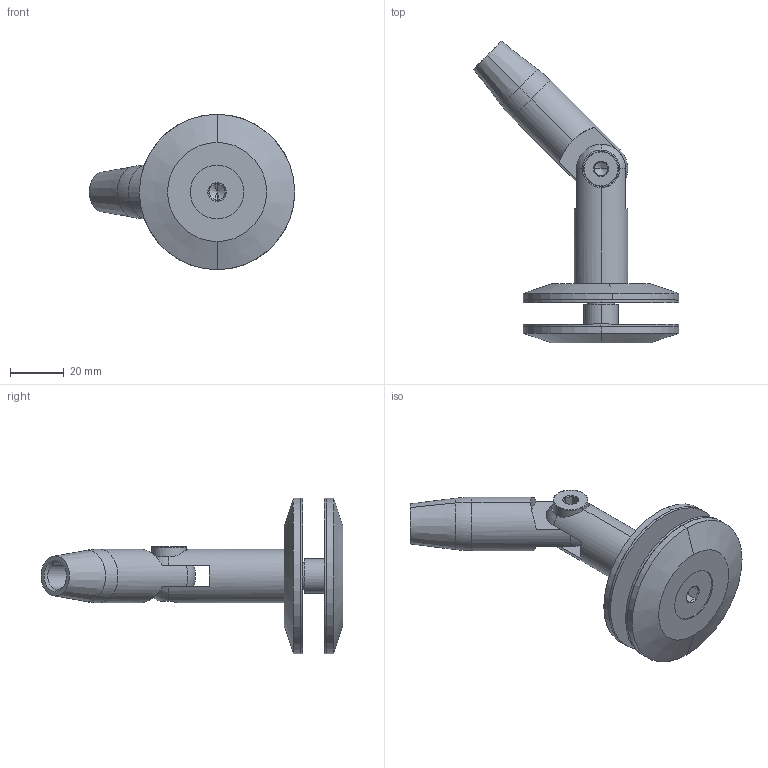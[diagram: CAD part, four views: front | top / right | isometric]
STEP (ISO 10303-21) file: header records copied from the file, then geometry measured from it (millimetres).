
FILE_DESCRIPTION (( 'STEP AP203' ), '1' );
FILE_NAME ('A14_PR-60-M12.STEP', '2019-03-15T12:51:41', ( '' ), ( '' ), 'SwSTEP 2.0', 'SolidWorks 2018', '' );
FILE_SCHEMA (( 'CONFIG_CONTROL_DESIGN' ));
Length unit declared in the file: millimetre
Products named in the file (9): A14_PR-60-M12.P3; A14_PR-60-M12; A14_PR-60-M12.P1; skrutka DIN 7991_M10x40_A4-70; A14_PR-60-M12.P6; A14_PR-60-M12.P4; skrutka DIN 7984_M8x15_A4-70; A14_PR-60-M12.P5; A14_PR-60-M12.P2
Assembly tree (9 placements, depth 2):
  A14_PR-60-M12
    A14_PR-60-M12.P4
    A14_PR-60-M12.P3
    A14_PR-60-M12.P5  x2
    A14_PR-60-M12.P6
    A14_PR-60-M12.P2
    A14_PR-60-M12.P1
    skrutka DIN 7991_M10x40_A4-70
    skrutka DIN 7984_M8x15_A4-70
Bounding box: 76.73 x 112.73 x 58 mm (x, y, z)
Volume: 57224 mm3; surface area: 36412.4 mm2
Topology: 9 solids, 9 shells, 153 faces, 327 edges, 187 vertices
Faces by surface type: cylinder 50, plane 48, cone 43, sphere 6, torus 6
Entity records: 5120 total; most frequent: CARTESIAN_POINT 924, DIRECTION 761, ORIENTED_EDGE 606, AXIS2_PLACEMENT_3D 320, EDGE_CURVE 303, VERTEX_POINT 177, EDGE_LOOP 166, CIRCLE 161
